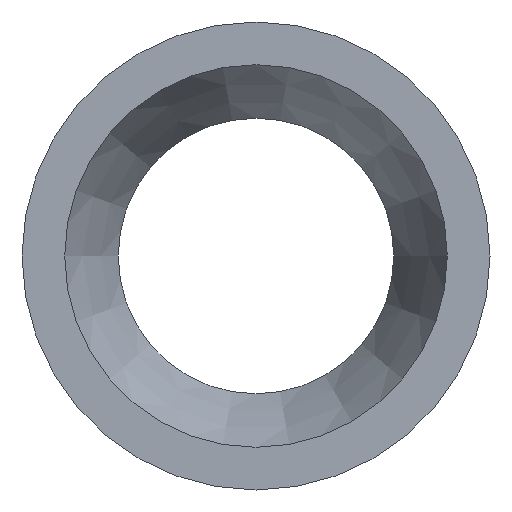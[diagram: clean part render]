
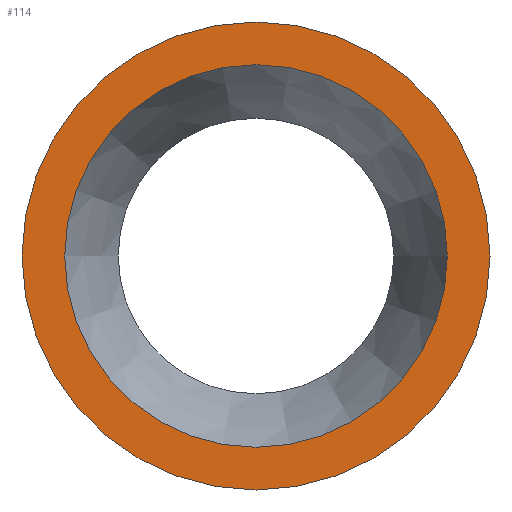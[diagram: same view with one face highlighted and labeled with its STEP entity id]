
A CAD part, left-side view. The second image highlights one B-rep face of the part: STEP entity #114.
In plain terms, the highlighted planar face has unit normal (-1, 0, 0).
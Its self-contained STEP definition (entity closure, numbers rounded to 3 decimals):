
#17=FACE_BOUND('',#31,.T.);
#19=PLANE('',#144);
#22=FACE_OUTER_BOUND('',#30,.T.);
#30=EDGE_LOOP('',(#85));
#31=EDGE_LOOP('',(#86));
#52=CIRCLE('',#143,51.1);
#53=CIRCLE('',#145,62.5);
#60=VERTEX_POINT('',#201);
#61=VERTEX_POINT('',#205);
#69=EDGE_CURVE('',#60,#60,#52,.T.);
#70=EDGE_CURVE('',#61,#61,#53,.T.);
#85=ORIENTED_EDGE('',*,*,#70,.F.);
#86=ORIENTED_EDGE('',*,*,#69,.T.);
#114=ADVANCED_FACE('',(#22,#17),#19,.T.);
#143=AXIS2_PLACEMENT_3D('',#203,#164,#165);
#144=AXIS2_PLACEMENT_3D('',#204,#166,#167);
#145=AXIS2_PLACEMENT_3D('',#206,#168,#169);
#164=DIRECTION('center_axis',(1.,0.,0.));
#165=DIRECTION('ref_axis',(0.,0.,-1.));
#166=DIRECTION('center_axis',(-1.,0.,0.));
#167=DIRECTION('ref_axis',(0.,0.,1.));
#168=DIRECTION('center_axis',(1.,0.,0.));
#169=DIRECTION('ref_axis',(0.,0.,-1.));
#201=CARTESIAN_POINT('',(0.,-51.1,0.));
#203=CARTESIAN_POINT('Origin',(0.,0.,0.));
#204=CARTESIAN_POINT('Origin',(0.,62.5,0.));
#205=CARTESIAN_POINT('',(0.,-62.5,0.));
#206=CARTESIAN_POINT('Origin',(0.,0.,0.));
